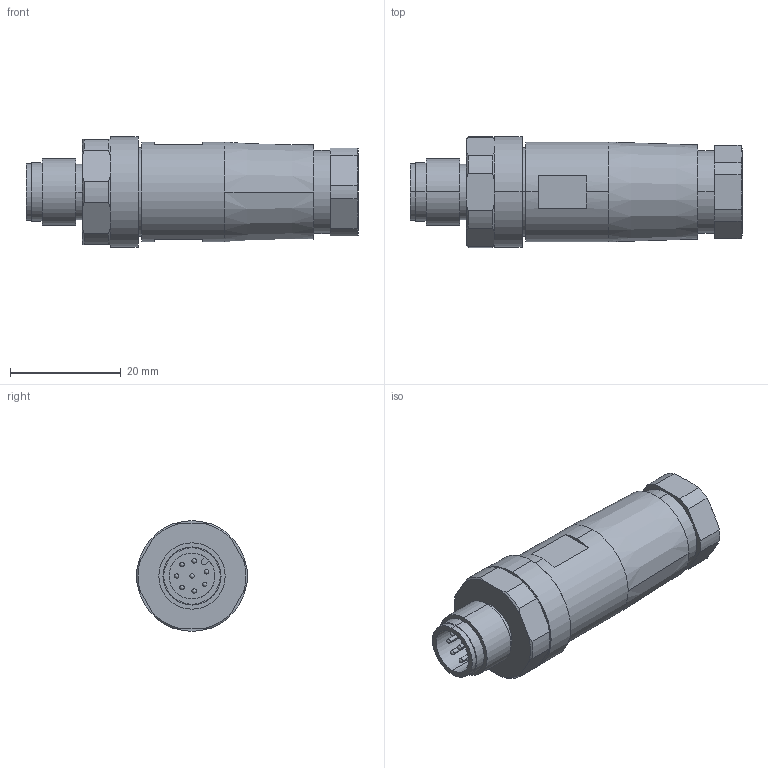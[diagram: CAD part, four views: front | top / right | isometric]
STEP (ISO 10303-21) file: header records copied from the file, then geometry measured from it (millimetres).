
FILE_DESCRIPTION(('SolidDesigner STEP Export'),'2;1');
FILE_NAME('1513334_SACC_M12MS_8CON_PG9_M-select.stp','2015-03-26T 9:57:13',(''),(''),'Creo Elements/Direct Modeling STEP processor for AP214 (Solid Model)','Creo Elements/Direct Modeling 18.1B 29-Sep-2012 (C) Parametric Technology GmbH','');
FILE_SCHEMA(('AUTOMOTIVE_DESIGN { 1 0 10303 214 1 1 1 1 }'));
Length unit declared in the file: millimetre
Products named in the file (2): 1513334_SACC_M12MS_8CON_PG9_M-select
Assembly tree (1 placements, depth 2):
  1513334_SACC_M12MS_8CON_PG9_M-select
    1513334_SACC_M12MS_8CON_PG9_M-select
Bounding box: 60 x 20.06 x 20 mm (x, y, z)
Volume: 12338.7 mm3; surface area: 4685.5 mm2
Topology: 1 solids, 1 shells, 121 faces, 324 edges, 209 vertices
Faces by surface type: cylinder 58, plane 35, cone 20, sphere 8
Entity records: 4403 total; most frequent: CARTESIAN_POINT 647, ORIENTED_EDGE 616, DIRECTION 549, EDGE_CURVE 308, AXIS2_PLACEMENT_3D 219, VERTEX_POINT 209, EDGE_LOOP 141, COLOUR_RGB 122
